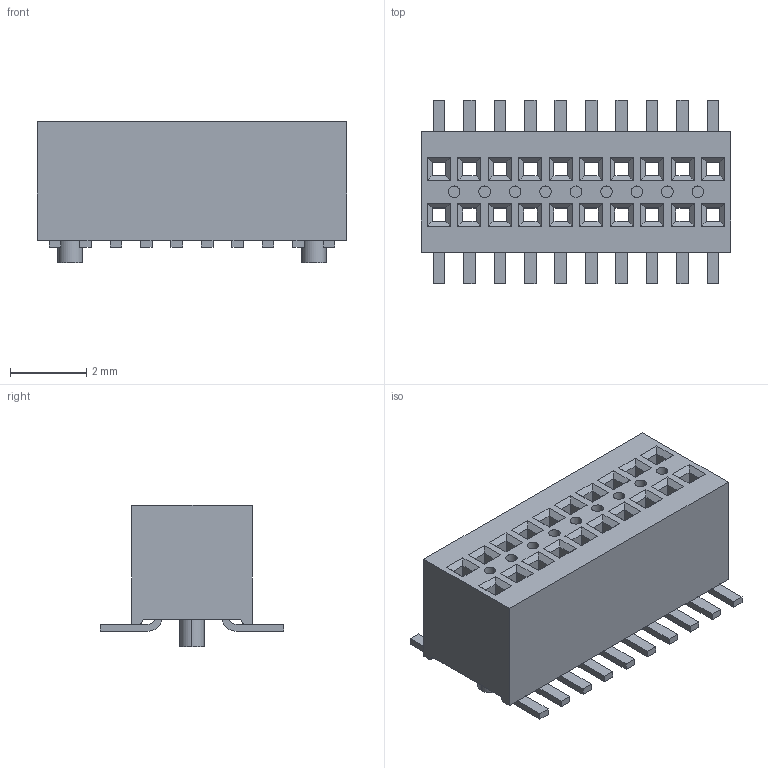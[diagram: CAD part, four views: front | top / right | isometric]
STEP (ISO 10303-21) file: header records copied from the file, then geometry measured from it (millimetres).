
FILE_DESCRIPTION((''),'2;1');
FILE_NAME('SAMTEC_CLE-110-01-G-DV-A.stp','2014-01-28T09:45:11',(''),(''),'Mechanical Desktop 2011','Mechanical Desktop 2011',', , ');
FILE_SCHEMA(('AUTOMOTIVE_DESIGN { 1 2 10303 214 1 1 1 1 }'));
Length unit declared in the file: millimetre
Products named in the file (1): Product
Bounding box: 8.13 x 4.83 x 3.71 mm (x, y, z)
Volume: 71.4 mm3; surface area: 251.1 mm2
Topology: 23 solids, 23 shells, 392 faces, 904 edges, 576 vertices
Faces by surface type: plane 310, cylinder 82
Entity records: 11022 total; most frequent: CARTESIAN_POINT 1873, DIRECTION 1854, ORIENTED_EDGE 1808, EDGE_CURVE 904, VECTOR 740, LINE 740, VERTEX_POINT 576, AXIS2_PLACEMENT_3D 557
